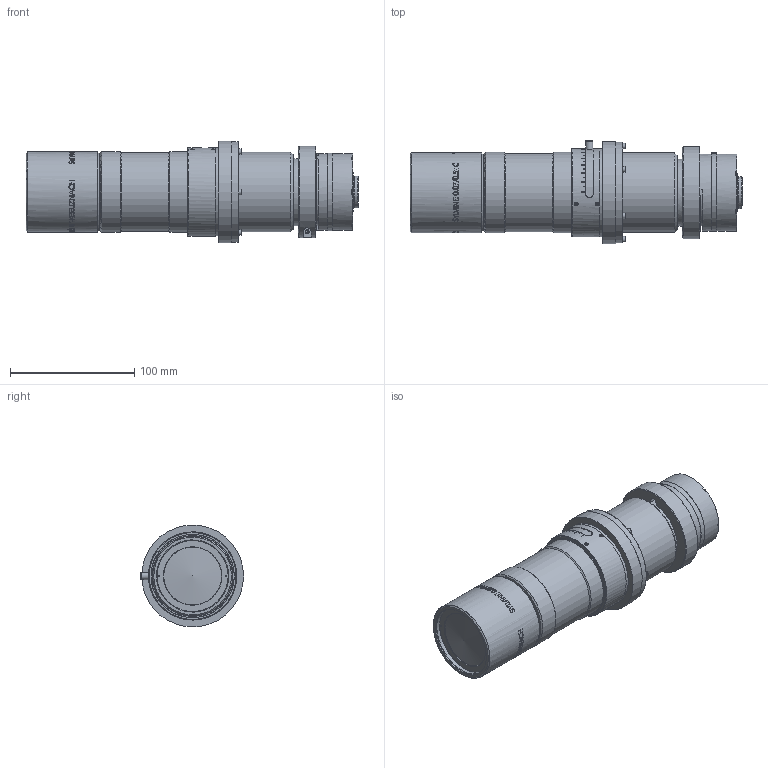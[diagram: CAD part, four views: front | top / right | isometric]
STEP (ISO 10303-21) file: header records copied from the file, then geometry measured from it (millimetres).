
FILE_DESCRIPTION(/* description */ (''),/* implementation_level */ '2;1');
FILE_NAME(/* name */ '35851_00165622_001.stp',/* time_stamp */ '2021-11-30T13:47:27+01:00',/* author */ (''),/* organization */ (''),/* preprocessor_version */ 'ST-DEVELOPER v16',/* originating_system */ 'SIEMENS PLM Software NX 10.0',/* authorisation */ '');
FILE_SCHEMA (('AP203_CONFIGURATION_CONTROLLED_3D_DESIGN_OF_MECHANICAL_PARTS_AND_ASSEMBLIES_MIM_LF { 1 0 10303 403 2 1 2}'));
Length unit declared in the file: millimetre
Products named in the file (1): Froe769CC2DEdn0p
Bounding box: 267.3 x 83 x 82 mm (x, y, z)
Volume: 793602.4 mm3; surface area: 121966.9 mm2
Topology: 1 solids, 23 shells, 671 faces, 1967 edges, 1499 vertices
Faces by surface type: plane 334, cylinder 260, cone 62, torus 12, sphere 2, bspline 1
Full cylindrical faces by diameter (mm): 1 x2, 1.5 x1, 1.7 x4, 1.9 x4, 2 x6, 2.05 x1, 2.3 x6, 2.4 x1, 2.5 x12, 2.8 x6, 3.3 x1, 4.5 x6, 4.6 x1, 6 x1, 21 x1, 25 x1, 25.62 x1, 31 x2, 32 x1, 34.7 x1, 35.5 x1, 35.8 x1, 36.08 x1, 36.7 x1, 40.6 x1, 41.5 x1, 43.5 x1, 44 x2, 44.2 x1, 45 x1
Entity records: 24748 total; most frequent: CARTESIAN_POINT 8246, ORIENTED_EDGE 3432, DIRECTION 2833, EDGE_CURVE 1723, VERTEX_POINT 1433, AXIS2_PLACEMENT_3D 1080, EDGE_LOOP 1056, LINE 673
